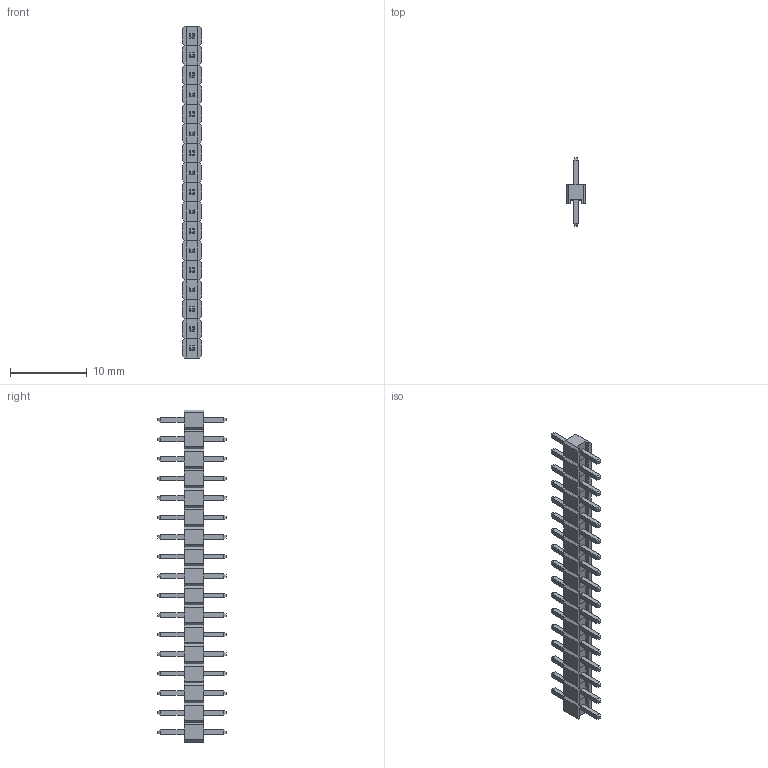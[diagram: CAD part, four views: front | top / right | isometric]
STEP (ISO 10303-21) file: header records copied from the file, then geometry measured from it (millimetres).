
FILE_DESCRIPTION (( 'STEP AP214' ), '1' );
FILE_NAME ('Pin Header 17 Way.STEP', '2025-07-01T08:48:52', ( '' ), ( '' ), 'SwSTEP 2.0', 'SolidWorks 2025', '' );
FILE_SCHEMA (( 'AUTOMOTIVE_DESIGN' ));
Length unit declared in the file: millimetre
Products named in the file (1): Pin Header 17 Way
Bounding box: 2.54 x 8.88 x 43.18 mm (x, y, z)
Volume: 275.9 mm3; surface area: 889.6 mm2
Topology: 17 solids, 17 shells, 544 faces, 1292 edges, 816 vertices
Faces by surface type: plane 544
Entity records: 21319 total; most frequent: CARTESIAN_POINT 2653, ORIENTED_EDGE 2584, DIRECTION 2382, VECTOR 1292, EDGE_CURVE 1292, LINE 1292, VERTEX_POINT 816, EDGE_LOOP 578
